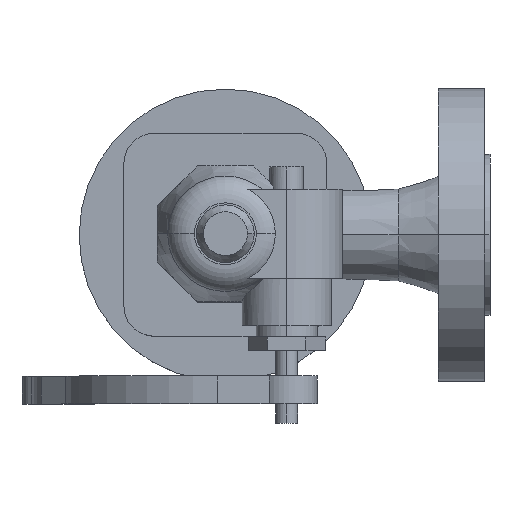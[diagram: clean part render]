
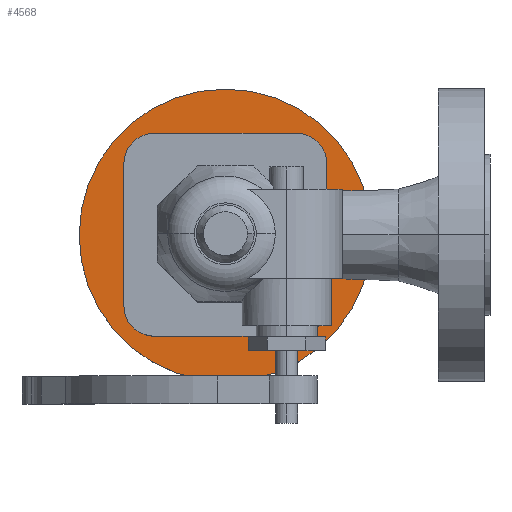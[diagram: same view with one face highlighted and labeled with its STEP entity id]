
A CAD part, top view. The second image highlights one B-rep face of the part: STEP entity #4568.
In plain terms, the highlighted planar face has unit normal (0, 0, 1).
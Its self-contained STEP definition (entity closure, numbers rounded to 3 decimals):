
#1757=CARTESIAN_POINT('',(-52.5,0.,18.6));
#1758=VERTEX_POINT('',#1757);
#1765=CARTESIAN_POINT('',(52.5,-0.,18.6));
#1766=VERTEX_POINT('',#1765);
#1767=CARTESIAN_POINT('',(0.,-0.,18.6));
#1768=DIRECTION('',(-0.,0.,-1.));
#1769=DIRECTION('',(-1.,0.,0.));
#1770=AXIS2_PLACEMENT_3D('',#1767,#1768,#1769);
#1771=CIRCLE('',#1770,52.5);
#1772=EDGE_CURVE('',#1758,#1766,#1771,.T.);
#1799=CARTESIAN_POINT('',(21.,0.,18.6));
#1800=VERTEX_POINT('',#1799);
#1807=CARTESIAN_POINT('',(-21.,-0.,18.6));
#1808=VERTEX_POINT('',#1807);
#1809=CARTESIAN_POINT('',(0.,-0.,18.6));
#1810=DIRECTION('',(0.,0.,-1.));
#1811=DIRECTION('',(-1.,0.,0.));
#1812=AXIS2_PLACEMENT_3D('',#1809,#1810,#1811);
#1813=CIRCLE('',#1812,21.);
#1814=EDGE_CURVE('',#1808,#1800,#1813,.T.);
#3387=CARTESIAN_POINT('',(19.517,26.517,18.6));
#3388=VERTEX_POINT('',#3387);
#3395=CARTESIAN_POINT('',(33.517,26.517,18.6));
#3396=VERTEX_POINT('',#3395);
#3397=CARTESIAN_POINT('',(26.517,26.517,18.6));
#3398=DIRECTION('',(0.,0.,-1.));
#3399=DIRECTION('',(1.,0.,0.));
#3400=AXIS2_PLACEMENT_3D('',#3397,#3398,#3399);
#3401=CIRCLE('',#3400,7.);
#3402=EDGE_CURVE('',#3396,#3388,#3401,.T.);
#3429=CARTESIAN_POINT('',(33.517,-26.517,18.6));
#3430=VERTEX_POINT('',#3429);
#3437=CARTESIAN_POINT('',(19.517,-26.517,18.6));
#3438=VERTEX_POINT('',#3437);
#3439=CARTESIAN_POINT('',(26.517,-26.517,18.6));
#3440=DIRECTION('',(0.,0.,-1.));
#3441=DIRECTION('',(1.,0.,0.));
#3442=AXIS2_PLACEMENT_3D('',#3439,#3440,#3441);
#3443=CIRCLE('',#3442,7.);
#3444=EDGE_CURVE('',#3438,#3430,#3443,.T.);
#3460=CARTESIAN_POINT('',(-33.517,-26.517,18.6));
#3461=VERTEX_POINT('',#3460);
#3462=CARTESIAN_POINT('',(-19.517,-26.517,18.6));
#3463=VERTEX_POINT('',#3462);
#3464=CARTESIAN_POINT('',(-26.517,-26.517,18.6));
#3465=DIRECTION('',(0.,0.,-1.));
#3466=DIRECTION('',(1.,0.,0.));
#3467=AXIS2_PLACEMENT_3D('',#3464,#3465,#3466);
#3468=CIRCLE('',#3467,7.);
#3469=EDGE_CURVE('',#3461,#3463,#3468,.T.);
#3513=CARTESIAN_POINT('',(-33.517,26.517,18.6));
#3514=VERTEX_POINT('',#3513);
#3521=CARTESIAN_POINT('',(-19.517,26.517,18.6));
#3522=VERTEX_POINT('',#3521);
#3523=CARTESIAN_POINT('',(-26.517,26.517,18.6));
#3524=DIRECTION('',(0.,0.,-1.));
#3525=DIRECTION('',(1.,0.,0.));
#3526=AXIS2_PLACEMENT_3D('',#3523,#3524,#3525);
#3527=CIRCLE('',#3526,7.);
#3528=EDGE_CURVE('',#3522,#3514,#3527,.T.);
#4503=CARTESIAN_POINT('',(-36.75,0.,18.6));
#4504=DIRECTION('',(0.,-0.,1.));
#4505=DIRECTION('',(1.,-0.,-0.));
#4506=AXIS2_PLACEMENT_3D('',#4503,#4504,#4505);
#4507=PLANE('',#4506);
#4508=CARTESIAN_POINT('',(-26.517,26.517,18.6));
#4509=DIRECTION('',(0.,0.,-1.));
#4510=DIRECTION('',(1.,0.,0.));
#4511=AXIS2_PLACEMENT_3D('',#4508,#4509,#4510);
#4512=CIRCLE('',#4511,7.);
#4513=EDGE_CURVE('',#3514,#3522,#4512,.T.);
#4514=ORIENTED_EDGE('',*,*,#4513,.T.);
#4515=ORIENTED_EDGE('',*,*,#3528,.T.);
#4516=EDGE_LOOP('',(#4514,#4515));
#4517=FACE_BOUND('',#4516,.T.);
#4518=ORIENTED_EDGE('',*,*,#3469,.T.);
#4519=CARTESIAN_POINT('',(-26.517,-26.517,18.6));
#4520=DIRECTION('',(0.,0.,-1.));
#4521=DIRECTION('',(1.,0.,0.));
#4522=AXIS2_PLACEMENT_3D('',#4519,#4520,#4521);
#4523=CIRCLE('',#4522,7.);
#4524=EDGE_CURVE('',#3463,#3461,#4523,.T.);
#4525=ORIENTED_EDGE('',*,*,#4524,.T.);
#4526=EDGE_LOOP('',(#4518,#4525));
#4527=FACE_BOUND('',#4526,.T.);
#4528=ORIENTED_EDGE('',*,*,#3444,.T.);
#4529=CARTESIAN_POINT('',(26.517,-26.517,18.6));
#4530=DIRECTION('',(0.,0.,-1.));
#4531=DIRECTION('',(1.,0.,0.));
#4532=AXIS2_PLACEMENT_3D('',#4529,#4530,#4531);
#4533=CIRCLE('',#4532,7.);
#4534=EDGE_CURVE('',#3430,#3438,#4533,.T.);
#4535=ORIENTED_EDGE('',*,*,#4534,.T.);
#4536=EDGE_LOOP('',(#4528,#4535));
#4537=FACE_BOUND('',#4536,.T.);
#4538=ORIENTED_EDGE('',*,*,#3402,.T.);
#4539=CARTESIAN_POINT('',(26.517,26.517,18.6));
#4540=DIRECTION('',(0.,0.,-1.));
#4541=DIRECTION('',(1.,0.,0.));
#4542=AXIS2_PLACEMENT_3D('',#4539,#4540,#4541);
#4543=CIRCLE('',#4542,7.);
#4544=EDGE_CURVE('',#3388,#3396,#4543,.T.);
#4545=ORIENTED_EDGE('',*,*,#4544,.T.);
#4546=EDGE_LOOP('',(#4538,#4545));
#4547=FACE_BOUND('',#4546,.T.);
#4548=CARTESIAN_POINT('',(0.,-0.,18.6));
#4549=DIRECTION('',(0.,0.,-1.));
#4550=DIRECTION('',(-1.,0.,0.));
#4551=AXIS2_PLACEMENT_3D('',#4548,#4549,#4550);
#4552=CIRCLE('',#4551,21.);
#4553=EDGE_CURVE('',#1800,#1808,#4552,.T.);
#4554=ORIENTED_EDGE('',*,*,#4553,.T.);
#4555=ORIENTED_EDGE('',*,*,#1814,.T.);
#4556=EDGE_LOOP('',(#4554,#4555));
#4557=FACE_BOUND('',#4556,.T.);
#4558=CARTESIAN_POINT('',(0.,-0.,18.6));
#4559=DIRECTION('',(-0.,0.,-1.));
#4560=DIRECTION('',(-1.,0.,0.));
#4561=AXIS2_PLACEMENT_3D('',#4558,#4559,#4560);
#4562=CIRCLE('',#4561,52.5);
#4563=EDGE_CURVE('',#1766,#1758,#4562,.T.);
#4564=ORIENTED_EDGE('',*,*,#4563,.F.);
#4565=ORIENTED_EDGE('',*,*,#1772,.F.);
#4566=EDGE_LOOP('',(#4564,#4565));
#4567=FACE_BOUND('',#4566,.T.);
#4568=ADVANCED_FACE('',(#4517,#4527,#4537,#4547,#4557,#4567),#4507,.T.);
